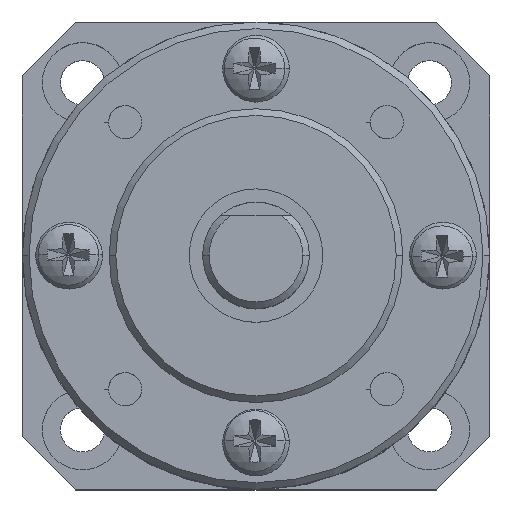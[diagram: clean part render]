
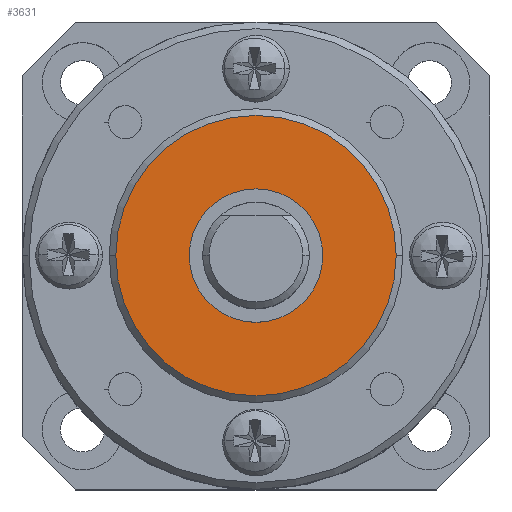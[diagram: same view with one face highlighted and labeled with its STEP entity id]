
A CAD part, top view. The second image highlights one B-rep face of the part: STEP entity #3631.
In plain terms, the highlighted planar face has unit normal (0, 0, 1).
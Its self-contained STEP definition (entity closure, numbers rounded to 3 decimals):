
#681 = AXIS2_PLACEMENT_3D ( 'NONE', #7909, #6490, #15043 ) ;
#1178 = EDGE_LOOP ( 'NONE', ( #7914, #6059 ) ) ;
#1210 = DIRECTION ( 'NONE',  ( 1., 0., 0. ) ) ;
#1889 = AXIS2_PLACEMENT_3D ( 'NONE', #2259, #13818, #5268 ) ;
#2182 = CIRCLE ( 'NONE', #15098, 10.5 ) ;
#2259 = CARTESIAN_POINT ( 'NONE',  ( 0., 0., 11. ) ) ;
#2528 = CIRCLE ( 'NONE', #13365, 10.5 ) ;
#3580 = PLANE ( 'NONE',  #681 ) ;
#3631 = ADVANCED_FACE ( 'NONE', ( #14957, #16445 ), #3580, .T. ) ;
#3745 = CARTESIAN_POINT ( 'NONE',  ( -5., 0., 11. ) ) ;
#4149 = VERTEX_POINT ( 'NONE', #12301 ) ;
#4295 = ORIENTED_EDGE ( 'NONE', *, *, #14638, .T. ) ;
#4551 = EDGE_CURVE ( 'NONE', #6586, #4149, #10019, .T. ) ;
#4669 = EDGE_CURVE ( 'NONE', #4149, #6586, #6696, .T. ) ;
#5268 = DIRECTION ( 'NONE',  ( 1., 0., 0. ) ) ;
#5443 = CARTESIAN_POINT ( 'NONE',  ( 0., 0., 11. ) ) ;
#6059 = ORIENTED_EDGE ( 'NONE', *, *, #4669, .F. ) ;
#6490 = DIRECTION ( 'NONE',  ( 0., 0., 1. ) ) ;
#6586 = VERTEX_POINT ( 'NONE', #3745 ) ;
#6696 = CIRCLE ( 'NONE', #8206, 5. ) ;
#6871 = CARTESIAN_POINT ( 'NONE',  ( 0., 0., 11. ) ) ;
#7909 = CARTESIAN_POINT ( 'NONE',  ( 0., 0., 11. ) ) ;
#7914 = ORIENTED_EDGE ( 'NONE', *, *, #4551, .F. ) ;
#8206 = AXIS2_PLACEMENT_3D ( 'NONE', #5443, #15499, #18244 ) ;
#9028 = ORIENTED_EDGE ( 'NONE', *, *, #9493, .T. ) ;
#9493 = EDGE_CURVE ( 'NONE', #11982, #11151, #2528, .T. ) ;
#10019 = CIRCLE ( 'NONE', #1889, 5. ) ;
#11134 = DIRECTION ( 'NONE',  ( 1., 0., 0. ) ) ;
#11151 = VERTEX_POINT ( 'NONE', #13427 ) ;
#11312 = CARTESIAN_POINT ( 'NONE',  ( 0., 0., 11. ) ) ;
#11982 = VERTEX_POINT ( 'NONE', #16667 ) ;
#12301 = CARTESIAN_POINT ( 'NONE',  ( 5., 0., 11. ) ) ;
#13365 = AXIS2_PLACEMENT_3D ( 'NONE', #6871, #14026, #1210 ) ;
#13427 = CARTESIAN_POINT ( 'NONE',  ( -10.5, 0., 11. ) ) ;
#13818 = DIRECTION ( 'NONE',  ( 0., 0., 1. ) ) ;
#14026 = DIRECTION ( 'NONE',  ( 0., 0., 1. ) ) ;
#14638 = EDGE_CURVE ( 'NONE', #11151, #11982, #2182, .T. ) ;
#14957 = FACE_BOUND ( 'NONE', #1178, .T. ) ;
#15043 = DIRECTION ( 'NONE',  ( 1., 0., 0. ) ) ;
#15098 = AXIS2_PLACEMENT_3D ( 'NONE', #11312, #15515, #11134 ) ;
#15499 = DIRECTION ( 'NONE',  ( 0., 0., 1. ) ) ;
#15515 = DIRECTION ( 'NONE',  ( 0., 0., 1. ) ) ;
#16445 = FACE_OUTER_BOUND ( 'NONE', #17283, .T. ) ;
#16667 = CARTESIAN_POINT ( 'NONE',  ( 10.5, 0., 11. ) ) ;
#17283 = EDGE_LOOP ( 'NONE', ( #4295, #9028 ) ) ;
#18244 = DIRECTION ( 'NONE',  ( 1., 0., 0. ) ) ;
